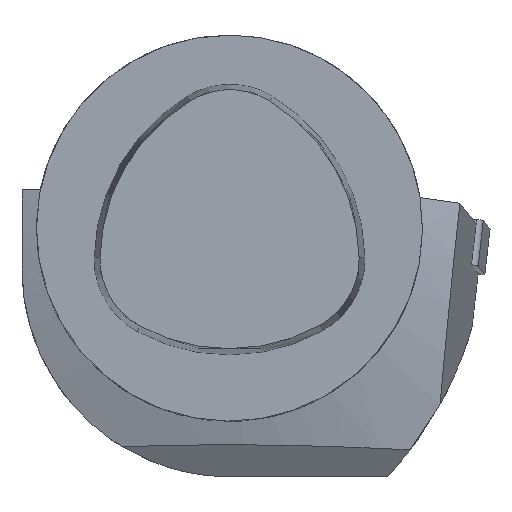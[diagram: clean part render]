
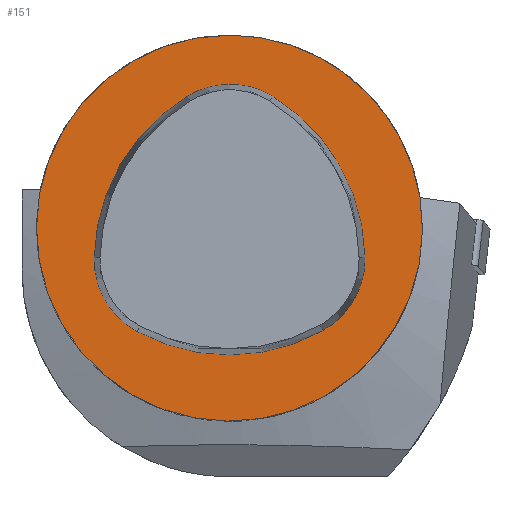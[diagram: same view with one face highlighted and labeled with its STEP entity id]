
A CAD part, top view. The second image highlights one B-rep face of the part: STEP entity #151.
In plain terms, the highlighted planar face has unit normal (0, 0, 1).
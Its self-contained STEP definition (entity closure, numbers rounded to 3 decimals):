
#108=PLANE('',#975);
#151=ADVANCED_FACE('',(#210),#108,.T.);
#210=FACE_OUTER_BOUND('',#266,.T.);
#266=EDGE_LOOP('',(#570));
#570=ORIENTED_EDGE('',*,*,#789,.F.);
#701=VERTEX_POINT('',#1347);
#789=EDGE_CURVE('',#701,#701,#885,.T.);
#885=CIRCLE('',#949,20.);
#949=AXIS2_PLACEMENT_3D('',#1346,#1089,#1090);
#975=AXIS2_PLACEMENT_3D('',#1509,#1173,#1174);
#1089=DIRECTION('',(0.,0.,-1.));
#1090=DIRECTION('',(0.,1.,0.));
#1173=DIRECTION('',(0.,0.,1.));
#1174=DIRECTION('',(0.,-1.,0.));
#1346=CARTESIAN_POINT('',(0.,0.,0.));
#1347=CARTESIAN_POINT('',(0.,20.,0.));
#1509=CARTESIAN_POINT('',(0.,0.,0.));
